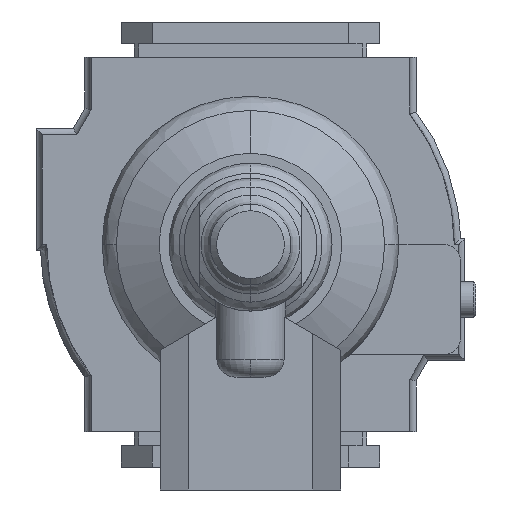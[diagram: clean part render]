
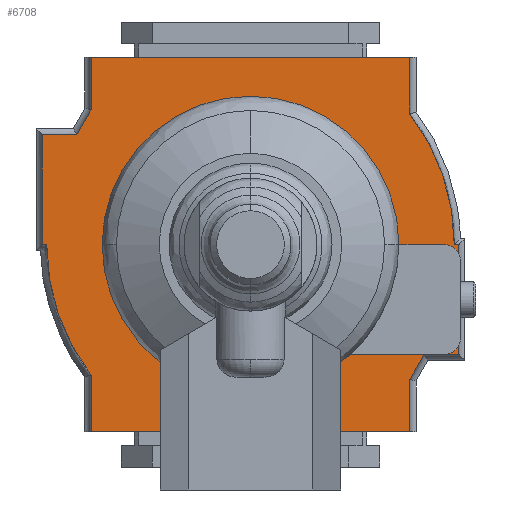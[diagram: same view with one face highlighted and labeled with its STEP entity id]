
A CAD part, front view. The second image highlights one B-rep face of the part: STEP entity #6708.
In plain terms, the highlighted face is planar.
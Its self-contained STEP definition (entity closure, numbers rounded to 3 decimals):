
#14 = EDGE_LOOP ( 'NONE', ( #411, #5303, #1859, #2870, #591, #7919, #1944, #480, #4629, #2629, #4136, #3063, #7732, #4051, #2107, #3704 ) ) ;
#175 = EDGE_CURVE ( 'NONE', #2793, #2525, #4048, .T. ) ;
#320 = VECTOR ( 'NONE', #7117, 1000. ) ;
#411 = ORIENTED_EDGE ( 'NONE', *, *, #2392, .F. ) ;
#480 = ORIENTED_EDGE ( 'NONE', *, *, #5530, .F. ) ;
#530 = DIRECTION ( 'NONE',  ( 0., -1., 0. ) ) ;
#582 = CIRCLE ( 'NONE', #3255, 24.2 ) ;
#591 = ORIENTED_EDGE ( 'NONE', *, *, #2960, .F. ) ;
#616 = CARTESIAN_POINT ( 'NONE',  ( 18., 30.9, 15.2 ) ) ;
#763 = LINE ( 'NONE', #8147, #7903 ) ;
#764 = VERTEX_POINT ( 'NONE', #3782 ) ;
#864 = EDGE_CURVE ( 'NONE', #1288, #3669, #6536, .T. ) ;
#921 = DIRECTION ( 'NONE',  ( 0., 0., -1. ) ) ;
#995 = PLANE ( 'NONE',  #4514 ) ;
#1147 = VERTEX_POINT ( 'NONE', #6902 ) ;
#1186 = LINE ( 'NONE', #2955, #7859 ) ;
#1225 = CARTESIAN_POINT ( 'NONE',  ( 23., 30.9, 0. ) ) ;
#1282 = VECTOR ( 'NONE', #6215, 1000. ) ;
#1288 = VERTEX_POINT ( 'NONE', #4805 ) ;
#1307 = VERTEX_POINT ( 'NONE', #7993 ) ;
#1519 = CARTESIAN_POINT ( 'NONE',  ( 18., 30.9, -14.731 ) ) ;
#1534 = EDGE_CURVE ( 'NONE', #8554, #1147, #7332, .T. ) ;
#1557 = VECTOR ( 'NONE', #7888, 1000. ) ;
#1561 = EDGE_CURVE ( 'NONE', #4347, #6697, #582, .T. ) ;
#1755 = CARTESIAN_POINT ( 'NONE',  ( 0., 30.9, 0. ) ) ;
#1859 = ORIENTED_EDGE ( 'NONE', *, *, #7363, .F. ) ;
#1944 = ORIENTED_EDGE ( 'NONE', *, *, #3722, .F. ) ;
#2002 = EDGE_CURVE ( 'NONE', #2144, #4245, #8087, .T. ) ;
#2025 = LINE ( 'NONE', #4688, #6796 ) ;
#2107 = ORIENTED_EDGE ( 'NONE', *, *, #2002, .F. ) ;
#2133 = DIRECTION ( 'NONE',  ( 1., 0., 0. ) ) ;
#2140 = VECTOR ( 'NONE', #6726, 1000. ) ;
#2144 = VERTEX_POINT ( 'NONE', #5917 ) ;
#2160 = DIRECTION ( 'NONE',  ( -1., 0., 0. ) ) ;
#2255 = LINE ( 'NONE', #2306, #3742 ) ;
#2267 = EDGE_CURVE ( 'NONE', #2525, #1288, #4072, .T. ) ;
#2306 = CARTESIAN_POINT ( 'NONE',  ( -23.5, 30.9, 0. ) ) ;
#2321 = CARTESIAN_POINT ( 'NONE',  ( -23.5, 30.9, -12.4 ) ) ;
#2365 = LINE ( 'NONE', #2321, #6239 ) ;
#2392 = EDGE_CURVE ( 'NONE', #6697, #1307, #4453, .T. ) ;
#2404 = CARTESIAN_POINT ( 'NONE',  ( -18., 30.9, -15.2 ) ) ;
#2422 = VECTOR ( 'NONE', #4021, 1000. ) ;
#2525 = VERTEX_POINT ( 'NONE', #4708 ) ;
#2572 = VECTOR ( 'NONE', #3416, 1000. ) ;
#2629 = ORIENTED_EDGE ( 'NONE', *, *, #7040, .F. ) ;
#2793 = VERTEX_POINT ( 'NONE', #3452 ) ;
#2837 = CARTESIAN_POINT ( 'NONE',  ( -23., 30.9, 0. ) ) ;
#2870 = ORIENTED_EDGE ( 'NONE', *, *, #3650, .F. ) ;
#2898 = CARTESIAN_POINT ( 'NONE',  ( 18., 30.9, 21.125 ) ) ;
#2955 = CARTESIAN_POINT ( 'NONE',  ( 18., 30.9, -21.125 ) ) ;
#2959 = DIRECTION ( 'NONE',  ( 0., -1., 0. ) ) ;
#2960 = EDGE_CURVE ( 'NONE', #6988, #8342, #6925, .T. ) ;
#3063 = ORIENTED_EDGE ( 'NONE', *, *, #2267, .F. ) ;
#3122 = CIRCLE ( 'NONE', #6468, 24.2 ) ;
#3255 = AXIS2_PLACEMENT_3D ( 'NONE', #7632, #2959, #2133 ) ;
#3309 = DIRECTION ( 'NONE',  ( 0., 0., 1. ) ) ;
#3416 = DIRECTION ( 'NONE',  ( -0.496, 0., 0.868 ) ) ;
#3452 = CARTESIAN_POINT ( 'NONE',  ( 18., 30.9, 15.2 ) ) ;
#3650 = EDGE_CURVE ( 'NONE', #8342, #3702, #763, .T. ) ;
#3669 = VERTEX_POINT ( 'NONE', #6195 ) ;
#3702 = VERTEX_POINT ( 'NONE', #6417 ) ;
#3704 = ORIENTED_EDGE ( 'NONE', *, *, #7403, .F. ) ;
#3722 = EDGE_CURVE ( 'NONE', #764, #5305, #2365, .T. ) ;
#3742 = VECTOR ( 'NONE', #5577, 1000. ) ;
#3782 = CARTESIAN_POINT ( 'NONE',  ( -23.5, 30.9, -12.4 ) ) ;
#3870 = DIRECTION ( 'NONE',  ( -1., 0., 0. ) ) ;
#3974 = LINE ( 'NONE', #8553, #2572 ) ;
#4021 = DIRECTION ( 'NONE',  ( -1., 0., 0. ) ) ;
#4034 = EDGE_CURVE ( 'NONE', #5305, #6988, #2025, .T. ) ;
#4048 = LINE ( 'NONE', #616, #6846 ) ;
#4051 = ORIENTED_EDGE ( 'NONE', *, *, #7600, .F. ) ;
#4072 = LINE ( 'NONE', #2898, #1282 ) ;
#4105 = CARTESIAN_POINT ( 'NONE',  ( -23., 30.9, 0. ) ) ;
#4112 = VECTOR ( 'NONE', #921, 1000. ) ;
#4136 = ORIENTED_EDGE ( 'NONE', *, *, #864, .F. ) ;
#4173 = CARTESIAN_POINT ( 'NONE',  ( -18., 30.9, -21.125 ) ) ;
#4215 = CARTESIAN_POINT ( 'NONE',  ( 23.5, 30.9, 12.4 ) ) ;
#4245 = VERTEX_POINT ( 'NONE', #7940 ) ;
#4347 = VERTEX_POINT ( 'NONE', #1519 ) ;
#4453 = LINE ( 'NONE', #1225, #320 ) ;
#4514 = AXIS2_PLACEMENT_3D ( 'NONE', #1755, #7682, #7113 ) ;
#4629 = ORIENTED_EDGE ( 'NONE', *, *, #1534, .F. ) ;
#4688 = CARTESIAN_POINT ( 'NONE',  ( -19.6, 30.9, -12.4 ) ) ;
#4708 = CARTESIAN_POINT ( 'NONE',  ( 18., 30.9, 21.125 ) ) ;
#4805 = CARTESIAN_POINT ( 'NONE',  ( -18., 30.9, 21.125 ) ) ;
#5020 = DIRECTION ( 'NONE',  ( 1., 0., 0. ) ) ;
#5303 = ORIENTED_EDGE ( 'NONE', *, *, #1561, .F. ) ;
#5305 = VERTEX_POINT ( 'NONE', #5642 ) ;
#5336 = VECTOR ( 'NONE', #2160, 1000. ) ;
#5530 = EDGE_CURVE ( 'NONE', #1147, #764, #2255, .T. ) ;
#5577 = DIRECTION ( 'NONE',  ( 0., 0., -1. ) ) ;
#5642 = CARTESIAN_POINT ( 'NONE',  ( -19.6, 30.9, -12.4 ) ) ;
#5917 = CARTESIAN_POINT ( 'NONE',  ( 23.5, 30.9, 12.4 ) ) ;
#6195 = CARTESIAN_POINT ( 'NONE',  ( -18., 30.9, 14.731 ) ) ;
#6215 = DIRECTION ( 'NONE',  ( -1., 0., 0. ) ) ;
#6239 = VECTOR ( 'NONE', #5020, 1000. ) ;
#6360 = CARTESIAN_POINT ( 'NONE',  ( -18., 30.9, -15.2 ) ) ;
#6417 = CARTESIAN_POINT ( 'NONE',  ( 18., 30.9, -21.125 ) ) ;
#6468 = AXIS2_PLACEMENT_3D ( 'NONE', #7637, #530, #3870 ) ;
#6515 = CARTESIAN_POINT ( 'NONE',  ( 23., 30.9, 0. ) ) ;
#6536 = LINE ( 'NONE', #7835, #1557 ) ;
#6675 = DIRECTION ( 'NONE',  ( 1., 0., 0. ) ) ;
#6697 = VERTEX_POINT ( 'NONE', #6515 ) ;
#6708 = ADVANCED_FACE ( 'NONE', ( #8336 ), #995, .T. ) ;
#6726 = DIRECTION ( 'NONE',  ( 0., 0., 1. ) ) ;
#6796 = VECTOR ( 'NONE', #7341, 1000. ) ;
#6846 = VECTOR ( 'NONE', #3309, 1000. ) ;
#6902 = CARTESIAN_POINT ( 'NONE',  ( -23.5, 30.9, 0. ) ) ;
#6925 = LINE ( 'NONE', #6360, #4112 ) ;
#6968 = DIRECTION ( 'NONE',  ( 0., 0., 1. ) ) ;
#6988 = VERTEX_POINT ( 'NONE', #2404 ) ;
#7040 = EDGE_CURVE ( 'NONE', #3669, #8554, #3122, .T. ) ;
#7113 = DIRECTION ( 'NONE',  ( 0., 0., 1. ) ) ;
#7117 = DIRECTION ( 'NONE',  ( 1., 0., 0. ) ) ;
#7332 = LINE ( 'NONE', #4105, #2422 ) ;
#7341 = DIRECTION ( 'NONE',  ( 0.496, 0., -0.868 ) ) ;
#7363 = EDGE_CURVE ( 'NONE', #3702, #4347, #1186, .T. ) ;
#7403 = EDGE_CURVE ( 'NONE', #1307, #2144, #7916, .T. ) ;
#7600 = EDGE_CURVE ( 'NONE', #4245, #2793, #3974, .T. ) ;
#7632 = CARTESIAN_POINT ( 'NONE',  ( -1.2, 30.9, 0. ) ) ;
#7637 = CARTESIAN_POINT ( 'NONE',  ( 1.2, 30.9, 0. ) ) ;
#7682 = DIRECTION ( 'NONE',  ( 0., 1., 0. ) ) ;
#7732 = ORIENTED_EDGE ( 'NONE', *, *, #175, .F. ) ;
#7835 = CARTESIAN_POINT ( 'NONE',  ( -18., 30.9, 21.125 ) ) ;
#7859 = VECTOR ( 'NONE', #6968, 1000. ) ;
#7888 = DIRECTION ( 'NONE',  ( 0., 0., -1. ) ) ;
#7903 = VECTOR ( 'NONE', #6675, 1000. ) ;
#7916 = LINE ( 'NONE', #7952, #2140 ) ;
#7919 = ORIENTED_EDGE ( 'NONE', *, *, #4034, .F. ) ;
#7940 = CARTESIAN_POINT ( 'NONE',  ( 19.6, 30.9, 12.4 ) ) ;
#7952 = CARTESIAN_POINT ( 'NONE',  ( 23.5, 30.9, 0. ) ) ;
#7993 = CARTESIAN_POINT ( 'NONE',  ( 23.5, 30.9, 0. ) ) ;
#8087 = LINE ( 'NONE', #4215, #5336 ) ;
#8147 = CARTESIAN_POINT ( 'NONE',  ( -18., 30.9, -21.125 ) ) ;
#8336 = FACE_OUTER_BOUND ( 'NONE', #14, .T. ) ;
#8342 = VERTEX_POINT ( 'NONE', #4173 ) ;
#8553 = CARTESIAN_POINT ( 'NONE',  ( 19.6, 30.9, 12.4 ) ) ;
#8554 = VERTEX_POINT ( 'NONE', #2837 ) ;
